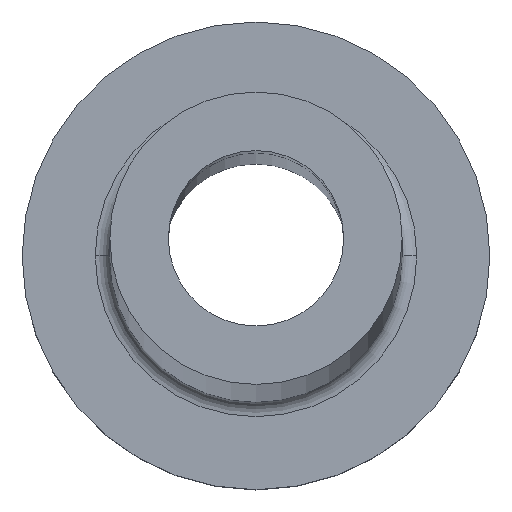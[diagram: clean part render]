
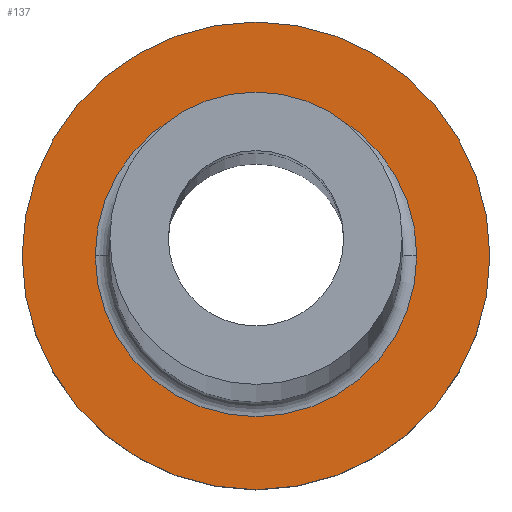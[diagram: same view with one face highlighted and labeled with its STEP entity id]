
A CAD part, top view. The second image highlights one B-rep face of the part: STEP entity #137.
In plain terms, the highlighted planar face has unit normal (0, 0, 1).
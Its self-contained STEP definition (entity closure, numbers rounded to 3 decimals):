
#24 = DIRECTION ( 'NONE',  ( 0., 0., 1. ) ) ;
#55 = CARTESIAN_POINT ( 'NONE',  ( 0., 0., 5. ) ) ;
#58 = DIRECTION ( 'NONE',  ( 0., 0., -1. ) ) ;
#59 = AXIS2_PLACEMENT_3D ( 'NONE', #227, #255, #369 ) ;
#60 = EDGE_CURVE ( 'NONE', #247, #307, #360, .T. ) ;
#62 = DIRECTION ( 'NONE',  ( 0., 0., 1. ) ) ;
#65 = AXIS2_PLACEMENT_3D ( 'NONE', #55, #191, #89 ) ;
#69 = CARTESIAN_POINT ( 'NONE',  ( 0., 0., 5. ) ) ;
#71 = CARTESIAN_POINT ( 'NONE',  ( -5.5, 0., 5. ) ) ;
#89 = DIRECTION ( 'NONE',  ( 1., 0., 0. ) ) ;
#93 = CARTESIAN_POINT ( 'NONE',  ( 0., 0., 5. ) ) ;
#134 = EDGE_CURVE ( 'NONE', #438, #146, #261, .T. ) ;
#137 = ADVANCED_FACE ( 'NONE', ( #333, #263 ), #293, .T. ) ;
#146 = VERTEX_POINT ( 'NONE', #71 ) ;
#161 = CIRCLE ( 'NONE', #403, 8. ) ;
#189 = CARTESIAN_POINT ( 'NONE',  ( 5.5, 0., 5. ) ) ;
#191 = DIRECTION ( 'NONE',  ( 0., 0., -1. ) ) ;
#208 = CIRCLE ( 'NONE', #378, 5.5 ) ;
#212 = EDGE_CURVE ( 'NONE', #146, #438, #208, .T. ) ;
#227 = CARTESIAN_POINT ( 'NONE',  ( 0., 0., 5. ) ) ;
#235 = ORIENTED_EDGE ( 'NONE', *, *, #60, .T. ) ;
#247 = VERTEX_POINT ( 'NONE', #442 ) ;
#255 = DIRECTION ( 'NONE',  ( 0., 0., 1. ) ) ;
#261 = CIRCLE ( 'NONE', #65, 5.5 ) ;
#263 = FACE_OUTER_BOUND ( 'NONE', #353, .T. ) ;
#293 = PLANE ( 'NONE',  #59 ) ;
#307 = VERTEX_POINT ( 'NONE', #397 ) ;
#311 = CARTESIAN_POINT ( 'NONE',  ( 0., 0., 5. ) ) ;
#333 = FACE_BOUND ( 'NONE', #361, .T. ) ;
#338 = ORIENTED_EDGE ( 'NONE', *, *, #455, .T. ) ;
#353 = EDGE_LOOP ( 'NONE', ( #235, #338 ) ) ;
#360 = CIRCLE ( 'NONE', #415, 8. ) ;
#361 = EDGE_LOOP ( 'NONE', ( #393, #367 ) ) ;
#367 = ORIENTED_EDGE ( 'NONE', *, *, #212, .T. ) ;
#369 = DIRECTION ( 'NONE',  ( 1., 0., 0. ) ) ;
#378 = AXIS2_PLACEMENT_3D ( 'NONE', #311, #58, #395 ) ;
#393 = ORIENTED_EDGE ( 'NONE', *, *, #134, .T. ) ;
#395 = DIRECTION ( 'NONE',  ( 1., 0., 0. ) ) ;
#397 = CARTESIAN_POINT ( 'NONE',  ( 8., 0., 5. ) ) ;
#403 = AXIS2_PLACEMENT_3D ( 'NONE', #93, #62, #449 ) ;
#415 = AXIS2_PLACEMENT_3D ( 'NONE', #69, #24, #420 ) ;
#420 = DIRECTION ( 'NONE',  ( 1., 0., 0. ) ) ;
#438 = VERTEX_POINT ( 'NONE', #189 ) ;
#442 = CARTESIAN_POINT ( 'NONE',  ( -8., 0., 5. ) ) ;
#449 = DIRECTION ( 'NONE',  ( 1., 0., 0. ) ) ;
#455 = EDGE_CURVE ( 'NONE', #307, #247, #161, .T. ) ;
